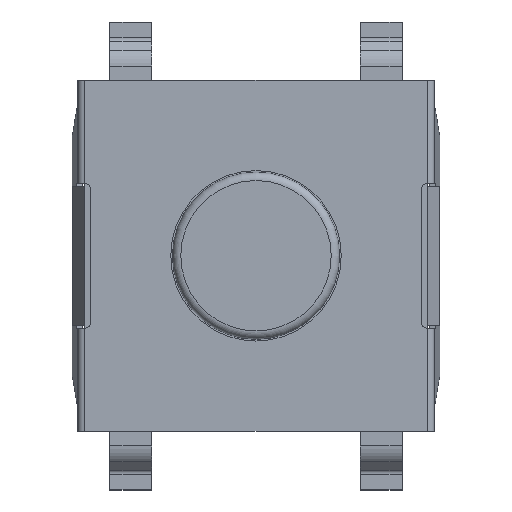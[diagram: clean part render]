
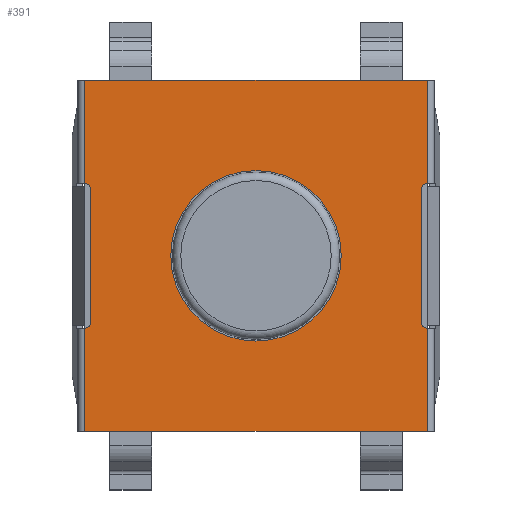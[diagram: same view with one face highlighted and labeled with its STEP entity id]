
A CAD part, top view. The second image highlights one B-rep face of the part: STEP entity #391.
In plain terms, the highlighted planar face has unit normal (0, 0, 1).
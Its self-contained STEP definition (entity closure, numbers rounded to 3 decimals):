
#391=ADVANCED_FACE('',(#1830,#1832),#1834,.T.);
#1830=FACE_BOUND('',#1831,.T.);
#1831=EDGE_LOOP('',(#2957,#2958,#2959,#2960,#2961,#2962,#2963,#2964,#2965,#2966,
#2967,#2968));
#1832=FACE_BOUND('',#1833,.T.);
#1833=EDGE_LOOP('',(#2969));
#1834=PLANE('',#1835);
#1835=AXIS2_PLACEMENT_3D('',#1836,#1837,#1838);
#1836=CARTESIAN_POINT('',(0.,0.,2.));
#1837=DIRECTION('',(0.,0.,1.));
#1838=DIRECTION('',(1.,0.,0.));
#2957=ORIENTED_EDGE('',*,*,#3652,.F.);
#2958=ORIENTED_EDGE('',*,*,#3666,.T.);
#2959=ORIENTED_EDGE('',*,*,#3667,.T.);
#2960=ORIENTED_EDGE('',*,*,#3668,.T.);
#2961=ORIENTED_EDGE('',*,*,#3669,.T.);
#2962=ORIENTED_EDGE('',*,*,#3670,.T.);
#2963=ORIENTED_EDGE('',*,*,#3671,.T.);
#2964=ORIENTED_EDGE('',*,*,#3672,.T.);
#2965=ORIENTED_EDGE('',*,*,#3673,.F.);
#2966=ORIENTED_EDGE('',*,*,#3674,.T.);
#2967=ORIENTED_EDGE('',*,*,#3675,.T.);
#2968=ORIENTED_EDGE('',*,*,#3676,.T.);
#2969=ORIENTED_EDGE('',*,*,#3677,.T.);
#3652=EDGE_CURVE('',#4085,#4087,#4088,.T.);
#3666=EDGE_CURVE('',#4085,#4108,#4109,.T.);
#3667=EDGE_CURVE('',#4108,#4110,#4111,.T.);
#3668=EDGE_CURVE('',#4110,#4112,#4113,.F.);
#3669=EDGE_CURVE('',#4112,#4114,#4115,.F.);
#3670=EDGE_CURVE('',#4114,#4116,#4117,.F.);
#3671=EDGE_CURVE('',#4116,#4118,#4119,.T.);
#3672=EDGE_CURVE('',#4118,#4120,#4121,.T.);
#3673=EDGE_CURVE('',#4122,#4120,#4123,.T.);
#3674=EDGE_CURVE('',#4122,#4124,#4125,.F.);
#3675=EDGE_CURVE('',#4124,#4126,#4127,.F.);
#3676=EDGE_CURVE('',#4126,#4087,#4128,.F.);
#3677=EDGE_CURVE('',#4129,#4129,#4130,.F.);
#4085=VERTEX_POINT('',#4861);
#4087=VERTEX_POINT('',#4866);
#4088=LINE('',#4867,#4868);
#4108=VERTEX_POINT('',#4921);
#4109=LINE('',#4922,#4923);
#4110=VERTEX_POINT('',#4925);
#4111=LINE('',#4926,#4927);
#4112=VERTEX_POINT('',#4929);
#4113=CIRCLE('',#4930,0.1);
#4114=VERTEX_POINT('',#4934);
#4115=LINE('',#4935,#4936);
#4116=VERTEX_POINT('',#4938);
#4117=CIRCLE('',#4939,0.1);
#4118=VERTEX_POINT('',#4943);
#4119=LINE('',#4944,#4945);
#4120=VERTEX_POINT('',#4947);
#4121=LINE('',#4948,#4949);
#4122=VERTEX_POINT('',#4951);
#4123=LINE('',#4952,#4953);
#4124=VERTEX_POINT('',#4955);
#4125=CIRCLE('',#4956,0.1);
#4126=VERTEX_POINT('',#4960);
#4127=LINE('',#4961,#4962);
#4128=CIRCLE('',#4964,0.1);
#4129=VERTEX_POINT('',#4968);
#4130=CIRCLE('',#4969,1.53);
#4861=CARTESIAN_POINT('',(3.07,3.15,2.));
#4866=CARTESIAN_POINT('',(3.07,1.3,2.));
#4867=CARTESIAN_POINT('',(3.07,3.15,2.));
#4868=VECTOR('',#4869,1.);
#4869=DIRECTION('',(0.,-1.,0.));
#4921=CARTESIAN_POINT('',(-3.07,3.15,2.));
#4922=CARTESIAN_POINT('',(3.07,3.15,2.));
#4923=VECTOR('',#4924,1.);
#4924=DIRECTION('',(-1.,0.,0.));
#4925=CARTESIAN_POINT('',(-3.07,1.3,2.));
#4926=CARTESIAN_POINT('',(-3.07,3.15,2.));
#4927=VECTOR('',#4928,1.);
#4928=DIRECTION('',(0.,-1.,0.));
#4929=CARTESIAN_POINT('',(-2.97,1.2,2.));
#4930=AXIS2_PLACEMENT_3D('',#4931,#4932,#4933);
#4931=CARTESIAN_POINT('',(-3.07,1.2,2.));
#4932=DIRECTION('',(0.,0.,1.));
#4933=DIRECTION('',(1.,0.,0.));
#4934=CARTESIAN_POINT('',(-2.97,-1.2,2.));
#4935=CARTESIAN_POINT('',(-2.97,-1.2,2.));
#4936=VECTOR('',#4937,1.);
#4937=DIRECTION('',(0.,1.,0.));
#4938=CARTESIAN_POINT('',(-3.07,-1.3,2.));
#4939=AXIS2_PLACEMENT_3D('',#4940,#4941,#4942);
#4940=CARTESIAN_POINT('',(-3.07,-1.2,2.));
#4941=DIRECTION('',(-0.,0.,1.));
#4942=DIRECTION('',(0.,-1.,0.));
#4943=CARTESIAN_POINT('',(-3.07,-3.15,2.));
#4944=CARTESIAN_POINT('',(-3.07,-1.3,2.));
#4945=VECTOR('',#4946,1.);
#4946=DIRECTION('',(0.,-1.,0.));
#4947=CARTESIAN_POINT('',(3.07,-3.15,2.));
#4948=CARTESIAN_POINT('',(-3.07,-3.15,2.));
#4949=VECTOR('',#4950,1.);
#4950=DIRECTION('',(1.,0.,0.));
#4951=CARTESIAN_POINT('',(3.07,-1.3,2.));
#4952=CARTESIAN_POINT('',(3.07,-1.3,2.));
#4953=VECTOR('',#4954,1.);
#4954=DIRECTION('',(0.,-1.,0.));
#4955=CARTESIAN_POINT('',(2.97,-1.2,2.));
#4956=AXIS2_PLACEMENT_3D('',#4957,#4958,#4959);
#4957=CARTESIAN_POINT('',(3.07,-1.2,2.));
#4958=DIRECTION('',(0.,0.,1.));
#4959=DIRECTION('',(-1.,0.,0.));
#4960=CARTESIAN_POINT('',(2.97,1.2,2.));
#4961=CARTESIAN_POINT('',(2.97,1.2,2.));
#4962=VECTOR('',#4963,1.);
#4963=DIRECTION('',(0.,-1.,0.));
#4964=AXIS2_PLACEMENT_3D('',#4965,#4966,#4967);
#4965=CARTESIAN_POINT('',(3.07,1.2,2.));
#4966=DIRECTION('',(0.,-0.,1.));
#4967=DIRECTION('',(0.,1.,0.));
#4968=CARTESIAN_POINT('',(1.53,0.,2.));
#4969=AXIS2_PLACEMENT_3D('',#4970,#4971,#4972);
#4970=CARTESIAN_POINT('',(0.,0.,2.));
#4971=DIRECTION('',(0.,0.,1.));
#4972=DIRECTION('',(1.,0.,0.));
